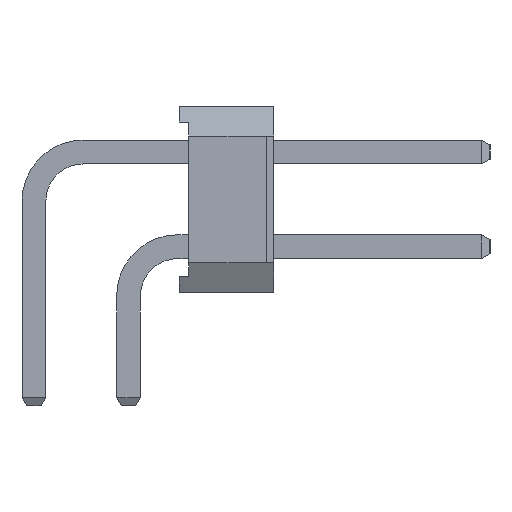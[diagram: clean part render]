
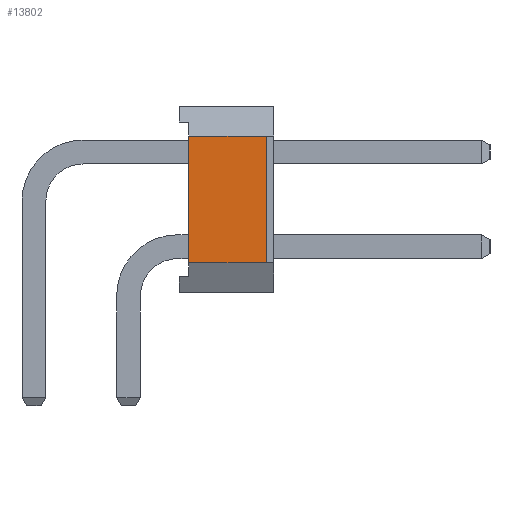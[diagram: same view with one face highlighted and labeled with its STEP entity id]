
A CAD part, left-side view. The second image highlights one B-rep face of the part: STEP entity #13802.
In plain terms, the highlighted planar face has unit normal (-1, 0, 0).
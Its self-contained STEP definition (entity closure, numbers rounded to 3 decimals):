
#818=FACE_OUTER_BOUND('',#1612,.T.);
#1612=EDGE_LOOP('',(#9430,#9431,#9432,#9433));
#2402=LINE('',#19081,#4226);
#2520=LINE('',#19339,#4344);
#2535=LINE('',#19365,#4359);
#2536=LINE('',#19367,#4360);
#4226=VECTOR('',#15469,3.4);
#4344=VECTOR('',#15703,3.4);
#4359=VECTOR('',#15728,2.09);
#4360=VECTOR('',#15731,2.09);
#6049=VERTEX_POINT('',#19078);
#6050=VERTEX_POINT('',#19080);
#6131=VERTEX_POINT('',#19337);
#6132=VERTEX_POINT('',#19338);
#7250=EDGE_CURVE('',#6050,#6049,#2402,.T.);
#7376=EDGE_CURVE('',#6131,#6132,#2520,.T.);
#7391=EDGE_CURVE('',#6049,#6132,#2535,.T.);
#7392=EDGE_CURVE('',#6050,#6131,#2536,.T.);
#9430=ORIENTED_EDGE('',*,*,#7250,.T.);
#9431=ORIENTED_EDGE('',*,*,#7391,.T.);
#9432=ORIENTED_EDGE('',*,*,#7376,.F.);
#9433=ORIENTED_EDGE('',*,*,#7392,.F.);
#13054=PLANE('',#14628);
#13802=ADVANCED_FACE('',(#818),#13054,.T.);
#14628=AXIS2_PLACEMENT_3D('',#19366,#15729,#15730);
#15469=DIRECTION('',(0.,0.,-1.));
#15703=DIRECTION('',(0.,0.,-1.));
#15728=DIRECTION('',(0.,-1.,0.));
#15729=DIRECTION('center_axis',(-1.,0.,0.));
#15730=DIRECTION('ref_axis',(0.,0.,-1.));
#15731=DIRECTION('',(0.,-1.,0.));
#19078=CARTESIAN_POINT('',(-1.27,-0.25,-1.7));
#19080=CARTESIAN_POINT('',(-1.27,-0.25,1.7));
#19081=CARTESIAN_POINT('',(-1.27,-0.25,1.7));
#19337=CARTESIAN_POINT('',(-1.27,-2.34,1.7));
#19338=CARTESIAN_POINT('',(-1.27,-2.34,-1.7));
#19339=CARTESIAN_POINT('',(-1.27,-2.34,1.7));
#19365=CARTESIAN_POINT('',(-1.27,-0.25,-1.7));
#19366=CARTESIAN_POINT('Origin',(-1.27,0.,1.7));
#19367=CARTESIAN_POINT('',(-1.27,-0.25,1.7));
